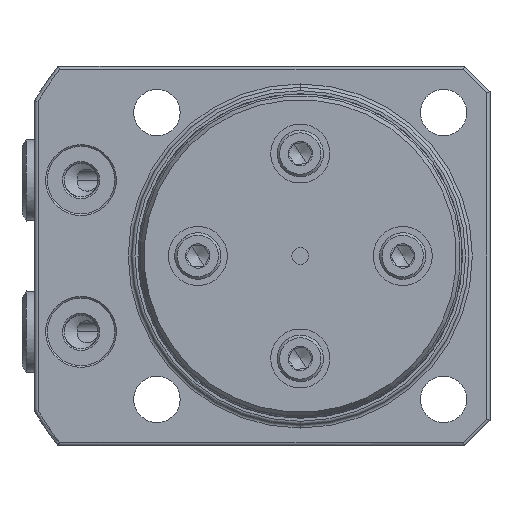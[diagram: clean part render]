
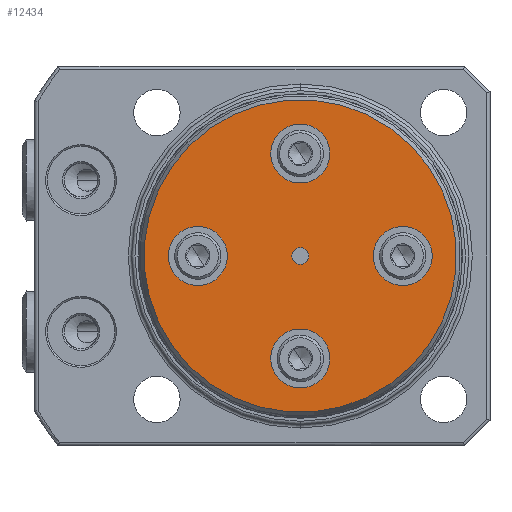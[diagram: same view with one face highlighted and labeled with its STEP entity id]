
A CAD part, front view. The second image highlights one B-rep face of the part: STEP entity #12434.
In plain terms, the highlighted planar face has unit normal (0, -1, 0).
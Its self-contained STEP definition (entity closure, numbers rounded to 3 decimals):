
#180 = EDGE_LOOP ( 'NONE', ( #13006, #13004 ) ) ;
#199 = EDGE_LOOP ( 'NONE', ( #12999, #12995 ) ) ;
#204 = EDGE_LOOP ( 'NONE', ( #13005, #13000 ) ) ;
#212 = EDGE_LOOP ( 'NONE', ( #13001, #12996 ) ) ;
#224 = EDGE_LOOP ( 'NONE', ( #13008, #13002 ) ) ;
#227 = EDGE_LOOP ( 'NONE', ( #13003, #12998 ) ) ;
#606 = AXIS2_PLACEMENT_3D ( 'NONE', #6169, #6170, #6171 ) ;
#608 = AXIS2_PLACEMENT_3D ( 'NONE', #13083, #13084, #13085 ) ;
#617 = AXIS2_PLACEMENT_3D ( 'NONE', #6133, #6143, #6144 ) ;
#625 = AXIS2_PLACEMENT_3D ( 'NONE', #6127, #6128, #6129 ) ;
#724 = AXIS2_PLACEMENT_3D ( 'NONE', #13080, #13081, #13082 ) ;
#854 = AXIS2_PLACEMENT_3D ( 'NONE', #9344, #9345, #9346 ) ;
#870 = AXIS2_PLACEMENT_3D ( 'NONE', #13095, #13096, #13097 ) ;
#875 = AXIS2_PLACEMENT_3D ( 'NONE', #13092, #13093, #13094 ) ;
#879 = AXIS2_PLACEMENT_3D ( 'NONE', #13086, #13087, #13088 ) ;
#883 = AXIS2_PLACEMENT_3D ( 'NONE', #13089, #13090, #13091 ) ;
#889 = AXIS2_PLACEMENT_3D ( 'NONE', #9320, #9321, #9322 ) ;
#1556 = FACE_OUTER_BOUND ( 'NONE', #199, .T. ) ;
#1557 = FACE_BOUND ( 'NONE', #212, .T. ) ;
#1559 = FACE_BOUND ( 'NONE', #227, .T. ) ;
#1561 = FACE_BOUND ( 'NONE', #204, .T. ) ;
#1563 = AXIS2_PLACEMENT_3D ( 'NONE', #5539, #5540, #5541 ) ;
#1572 = FACE_BOUND ( 'NONE', #180, .T. ) ;
#1573 = FACE_BOUND ( 'NONE', #224, .T. ) ;
#2817 = CIRCLE ( 'NONE', #870, 18.538 ) ;
#2818 = CIRCLE ( 'NONE', #875, 3.5 ) ;
#2819 = CIRCLE ( 'NONE', #883, 3.5 ) ;
#2820 = CIRCLE ( 'NONE', #879, 3.5 ) ;
#2821 = CIRCLE ( 'NONE', #608, 3.5 ) ;
#2825 = CIRCLE ( 'NONE', #724, 1. ) ;
#2837 = EDGE_CURVE ( 'NONE', #11182, #11160, #2825, .T. ) ;
#2838 = EDGE_CURVE ( 'NONE', #11092, #11138, #2821, .T. ) ;
#2839 = EDGE_CURVE ( 'NONE', #11097, #11170, #2820, .T. ) ;
#2840 = EDGE_CURVE ( 'NONE', #11206, #11146, #2819, .T. ) ;
#2841 = EDGE_CURVE ( 'NONE', #11110, #11106, #2818, .T. ) ;
#2842 = EDGE_CURVE ( 'NONE', #11198, #11137, #2817, .T. ) ;
#3041 = EDGE_CURVE ( 'NONE', #11160, #11182, #11915, .T. ) ;
#3046 = EDGE_CURVE ( 'NONE', #11138, #11092, #11914, .T. ) ;
#3055 = EDGE_CURVE ( 'NONE', #11170, #11097, #11909, .T. ) ;
#3063 = EDGE_CURVE ( 'NONE', #11146, #11206, #11905, .T. ) ;
#3071 = EDGE_CURVE ( 'NONE', #11106, #11110, #11901, .T. ) ;
#3983 = CARTESIAN_POINT ( 'NONE',  ( 0., 0., 0. ) ) ;
#3984 = DIRECTION ( 'NONE',  ( 0., 1., 0. ) ) ;
#3985 = DIRECTION ( 'NONE',  ( 0., 0., 1. ) ) ;
#5538 = PLANE ( 'NONE',  #1563 ) ;
#5539 = CARTESIAN_POINT ( 'NONE',  ( -18.538, 0., 0. ) ) ;
#5540 = DIRECTION ( 'NONE',  ( 0., -1., 0. ) ) ;
#5541 = DIRECTION ( 'NONE',  ( 0., 0., -1. ) ) ;
#6127 = CARTESIAN_POINT ( 'NONE',  ( 0., 0., 0. ) ) ;
#6128 = DIRECTION ( 'NONE',  ( 0., -1., 0. ) ) ;
#6129 = DIRECTION ( 'NONE',  ( 0., 0., -1. ) ) ;
#6133 = CARTESIAN_POINT ( 'NONE',  ( 8.591, 0., -8.591 ) ) ;
#6143 = DIRECTION ( 'NONE',  ( 0., -1., 0. ) ) ;
#6144 = DIRECTION ( 'NONE',  ( 0., 0., -1. ) ) ;
#6169 = CARTESIAN_POINT ( 'NONE',  ( 8.591, 0., 8.591 ) ) ;
#6170 = DIRECTION ( 'NONE',  ( 0., -1., 0. ) ) ;
#6171 = DIRECTION ( 'NONE',  ( 0., 0., -1. ) ) ;
#8349 = AXIS2_PLACEMENT_3D ( 'NONE', #3983, #3984, #3985 ) ;
#8985 = CARTESIAN_POINT ( 'NONE',  ( 8.591, 0., -12.091 ) ) ;
#8990 = CARTESIAN_POINT ( 'NONE',  ( 8.591, 0., 5.091 ) ) ;
#8999 = CARTESIAN_POINT ( 'NONE',  ( -8.591, 0., -5.091 ) ) ;
#9003 = CARTESIAN_POINT ( 'NONE',  ( -8.591, 0., -12.091 ) ) ;
#9030 = CARTESIAN_POINT ( 'NONE',  ( 0., 0., 18.538 ) ) ;
#9031 = CARTESIAN_POINT ( 'NONE',  ( 8.591, 0., -5.091 ) ) ;
#9039 = CARTESIAN_POINT ( 'NONE',  ( -8.591, 0., 12.091 ) ) ;
#9053 = CARTESIAN_POINT ( 'NONE',  ( 0., 0., 1. ) ) ;
#9063 = CARTESIAN_POINT ( 'NONE',  ( 8.591, 0., 12.091 ) ) ;
#9075 = CARTESIAN_POINT ( 'NONE',  ( 0., 0., -1. ) ) ;
#9091 = CARTESIAN_POINT ( 'NONE',  ( 0., 0., -18.538 ) ) ;
#9099 = CARTESIAN_POINT ( 'NONE',  ( -8.591, 0., 5.091 ) ) ;
#9320 = CARTESIAN_POINT ( 'NONE',  ( -8.591, 0., 8.591 ) ) ;
#9321 = DIRECTION ( 'NONE',  ( 0., -1., 0. ) ) ;
#9322 = DIRECTION ( 'NONE',  ( 0., 0., -1. ) ) ;
#9344 = CARTESIAN_POINT ( 'NONE',  ( -8.591, 0., -8.591 ) ) ;
#9345 = DIRECTION ( 'NONE',  ( 0., -1., 0. ) ) ;
#9346 = DIRECTION ( 'NONE',  ( 0., 0., -1. ) ) ;
#11092 = VERTEX_POINT ( 'NONE', #8985 ) ;
#11097 = VERTEX_POINT ( 'NONE', #8990 ) ;
#11106 = VERTEX_POINT ( 'NONE', #8999 ) ;
#11110 = VERTEX_POINT ( 'NONE', #9003 ) ;
#11137 = VERTEX_POINT ( 'NONE', #9030 ) ;
#11138 = VERTEX_POINT ( 'NONE', #9031 ) ;
#11146 = VERTEX_POINT ( 'NONE', #9039 ) ;
#11160 = VERTEX_POINT ( 'NONE', #9053 ) ;
#11170 = VERTEX_POINT ( 'NONE', #9063 ) ;
#11182 = VERTEX_POINT ( 'NONE', #9075 ) ;
#11198 = VERTEX_POINT ( 'NONE', #9091 ) ;
#11206 = VERTEX_POINT ( 'NONE', #9099 ) ;
#11686 = EDGE_CURVE ( 'NONE', #11137, #11198, #11750, .T. ) ;
#11750 = CIRCLE ( 'NONE', #8349, 18.538 ) ;
#11901 = CIRCLE ( 'NONE', #854, 3.5 ) ;
#11905 = CIRCLE ( 'NONE', #889, 3.5 ) ;
#11909 = CIRCLE ( 'NONE', #606, 3.5 ) ;
#11914 = CIRCLE ( 'NONE', #617, 3.5 ) ;
#11915 = CIRCLE ( 'NONE', #625, 1. ) ;
#12434 = ADVANCED_FACE ( 'NONE', ( #1572, #1573, #1561, #1559, #1557, #1556 ), #5538, .T. ) ;
#12995 = ORIENTED_EDGE ( 'NONE', *, *, #2842, .F. ) ;
#12996 = ORIENTED_EDGE ( 'NONE', *, *, #3071, .F. ) ;
#12998 = ORIENTED_EDGE ( 'NONE', *, *, #3063, .F. ) ;
#12999 = ORIENTED_EDGE ( 'NONE', *, *, #11686, .F. ) ;
#13000 = ORIENTED_EDGE ( 'NONE', *, *, #3055, .F. ) ;
#13001 = ORIENTED_EDGE ( 'NONE', *, *, #2841, .F. ) ;
#13002 = ORIENTED_EDGE ( 'NONE', *, *, #3046, .F. ) ;
#13003 = ORIENTED_EDGE ( 'NONE', *, *, #2840, .F. ) ;
#13004 = ORIENTED_EDGE ( 'NONE', *, *, #3041, .F. ) ;
#13005 = ORIENTED_EDGE ( 'NONE', *, *, #2839, .F. ) ;
#13006 = ORIENTED_EDGE ( 'NONE', *, *, #2837, .F. ) ;
#13008 = ORIENTED_EDGE ( 'NONE', *, *, #2838, .F. ) ;
#13080 = CARTESIAN_POINT ( 'NONE',  ( 0., 0., 0. ) ) ;
#13081 = DIRECTION ( 'NONE',  ( 0., -1., 0. ) ) ;
#13082 = DIRECTION ( 'NONE',  ( 0., 0., -1. ) ) ;
#13083 = CARTESIAN_POINT ( 'NONE',  ( 8.591, 0., -8.591 ) ) ;
#13084 = DIRECTION ( 'NONE',  ( 0., -1., 0. ) ) ;
#13085 = DIRECTION ( 'NONE',  ( 0., 0., -1. ) ) ;
#13086 = CARTESIAN_POINT ( 'NONE',  ( 8.591, 0., 8.591 ) ) ;
#13087 = DIRECTION ( 'NONE',  ( 0., -1., 0. ) ) ;
#13088 = DIRECTION ( 'NONE',  ( 0., 0., -1. ) ) ;
#13089 = CARTESIAN_POINT ( 'NONE',  ( -8.591, 0., 8.591 ) ) ;
#13090 = DIRECTION ( 'NONE',  ( 0., -1., 0. ) ) ;
#13091 = DIRECTION ( 'NONE',  ( 0., 0., -1. ) ) ;
#13092 = CARTESIAN_POINT ( 'NONE',  ( -8.591, 0., -8.591 ) ) ;
#13093 = DIRECTION ( 'NONE',  ( 0., -1., 0. ) ) ;
#13094 = DIRECTION ( 'NONE',  ( 0., 0., -1. ) ) ;
#13095 = CARTESIAN_POINT ( 'NONE',  ( 0., 0., 0. ) ) ;
#13096 = DIRECTION ( 'NONE',  ( 0., 1., 0. ) ) ;
#13097 = DIRECTION ( 'NONE',  ( 0., 0., 1. ) ) ;
